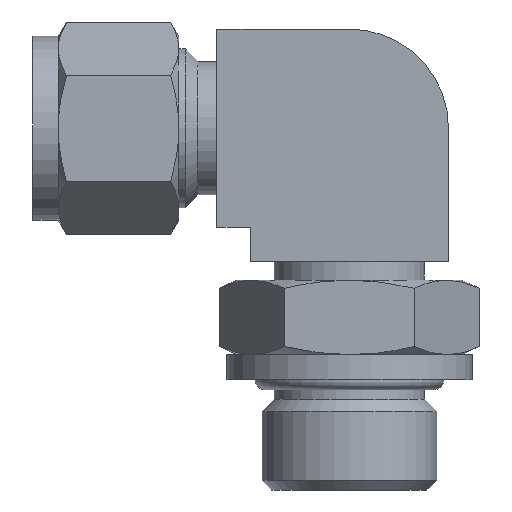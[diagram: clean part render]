
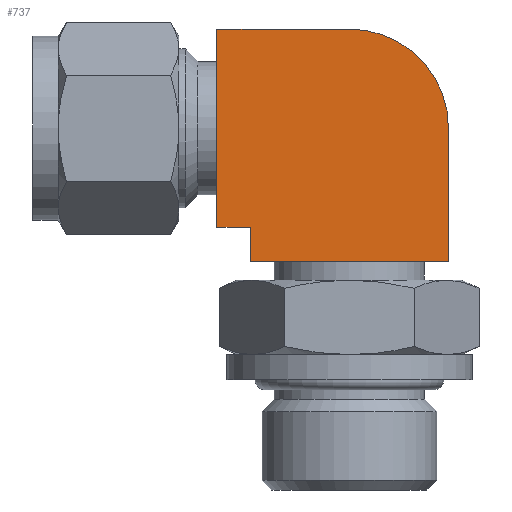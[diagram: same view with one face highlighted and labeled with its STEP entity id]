
A CAD part, front view. The second image highlights one B-rep face of the part: STEP entity #737.
In plain terms, the highlighted planar face has unit normal (0, -1, 0).
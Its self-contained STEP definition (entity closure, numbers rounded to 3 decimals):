
#318=CARTESIAN_POINT('POINT24',(26.094,-11.906,
   -11.906));
#319=VERTEX_POINT('VERTEX24',#318);
#326=CARTESIAN_POINT('POINT25',(22.098,-11.906,
   -11.906));
#327=VERTEX_POINT('VERTEX25',#326);
#328=CARTESIAN_POINT('POS20',(30.049,-11.906,
   -11.906));
#329=DIRECTION('DIR30',(-1.,0.,0.));
#330=VECTOR('VEC10',#329,25.4);
#331=LINE('STRAIGHT10',#328,#330);
#332=EDGE_CURVE('EDGE38',#319,#327,#331,.T.);
#369=CARTESIAN_POINT('POINT28',(22.098,-11.906,11.906
   ));
#370=VERTEX_POINT('VERTEX28',#369);
#371=CARTESIAN_POINT('POS25',(22.098,-11.906,0.));
#372=DIRECTION('DIR36',(0.,0.,-1.));
#373=VECTOR('VEC14',#372,25.4);
#374=LINE('STRAIGHT14',#371,#373);
#375=EDGE_CURVE('EDGE42',#370,#327,#374,.T.);
#392=CARTESIAN_POINT('POINT29',(38.,-11.906,
   11.906));
#393=VERTEX_POINT('VERTEX29',#392);
#394=CARTESIAN_POINT('POS28',(30.049,-11.906,
   11.906));
#395=DIRECTION('DIR40',(1.,0.,0.));
#396=VECTOR('VEC16',#395,25.4);
#397=LINE('STRAIGHT16',#394,#396);
#398=EDGE_CURVE('EDGE44',#370,#393,#397,.T.);
#423=CARTESIAN_POINT('POINT31',(49.906,-11.906,
   0.));
#424=VERTEX_POINT('VERTEX31',#423);
#425=CARTESIAN_POINT('POS32',(38.,-11.906,
   0.));
#426=DIRECTION('DIR45',(0.,-1.,0.));
#427=DIRECTION('DIR46',(1.,0.,
   0.));
#428=AXIS2_PLACEMENT_3D('AXIS14',#425,#426,#427);
#429=CIRCLE('ELLIPSE6',#428,11.906);
#430=EDGE_CURVE('EDGE47',#424,#393,#429,.T.);
#687=CARTESIAN_POINT('POINT47',(26.094,-11.906,
   -16.002));
#688=VERTEX_POINT('VERTEX47',#687);
#695=CARTESIAN_POINT('POS53',(26.094,-11.906,
   -8.001));
#696=DIRECTION('DIR76',(0.,0.,-1.));
#697=VECTOR('VEC30',#696,25.4);
#698=LINE('STRAIGHT30',#695,#697);
#699=EDGE_CURVE('EDGE72',#319,#688,#698,.T.);
#711=ORIENTED_EDGE('COEDGE124',*,*,#398,.F.);
#712=ORIENTED_EDGE('COEDGE125',*,*,#375,.T.);
#713=ORIENTED_EDGE('COEDGE126',*,*,#332,.F.);
#714=ORIENTED_EDGE('COEDGE127',*,*,#699,.T.);
#715=CARTESIAN_POINT('POINT48',(49.906,-11.906,
   -16.002));
#716=VERTEX_POINT('VERTEX48',#715);
#717=CARTESIAN_POINT('POS55',(38.,-11.906,
   -16.002));
#718=DIRECTION('DIR79',(-1.,0.,0.));
#719=VECTOR('VEC31',#718,25.4);
#720=LINE('STRAIGHT31',#717,#719);
#721=EDGE_CURVE('EDGE73',#716,#688,#720,.T.);
#722=ORIENTED_EDGE('COEDGE128',*,*,#721,.F.);
#723=CARTESIAN_POINT('POS56',(49.906,-11.906,
   -8.001));
#724=DIRECTION('DIR80',(0.,0.,-1.));
#725=VECTOR('VEC32',#724,25.4);
#726=LINE('STRAIGHT32',#723,#725);
#727=EDGE_CURVE('EDGE74',#424,#716,#726,.T.);
#728=ORIENTED_EDGE('COEDGE129',*,*,#727,.F.);
#729=ORIENTED_EDGE('COEDGE130',*,*,#430,.T.);
#730=EDGE_LOOP('NONE',(#711,#712,#713,#714,#722,#728,#729));
#731=FACE_BOUND('LOOP1',#730,.T.);
#732=CARTESIAN_POINT('POS57',(30.049,-11.906,0.
   ));
#733=DIRECTION('DIR81',(0.,1.,0.));
#734=DIRECTION('DIR82',(1.,0.,0.));
#735=AXIS2_PLACEMENT_3D('AXIS25',#732,#733,#734);
#736=PLANE('PLANE13',#735);
#737=ADVANCED_FACE('FACE28',(#731),#736,.F.);
